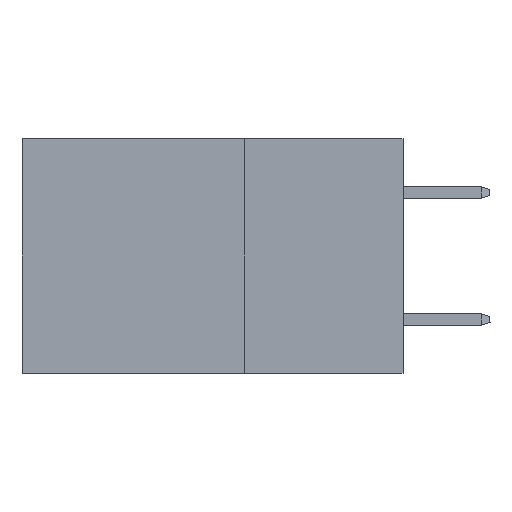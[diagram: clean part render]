
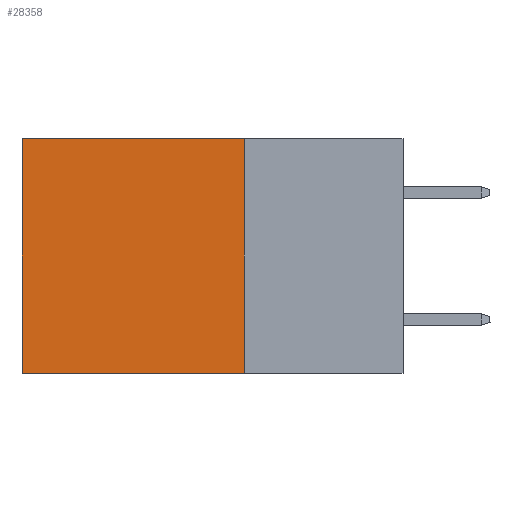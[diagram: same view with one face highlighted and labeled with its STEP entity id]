
A CAD part, left-side view. The second image highlights one B-rep face of the part: STEP entity #28358.
In plain terms, the highlighted planar face has unit normal (-1, 0, 0).
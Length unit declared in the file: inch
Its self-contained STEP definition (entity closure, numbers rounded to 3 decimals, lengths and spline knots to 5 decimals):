
#2541 = EDGE_CURVE ( 'NONE', #29686, #30336, #21922, .T. ) ;
#3331 = CARTESIAN_POINT ( 'NONE',  ( 0.2875, 0.25, 0. ) ) ;
#4385 = CARTESIAN_POINT ( 'NONE',  ( 0.2875, 0.25, 0. ) ) ;
#5723 = EDGE_CURVE ( 'NONE', #32155, #16632, #27081, .T. ) ;
#6318 = DIRECTION ( 'NONE',  ( 0., 0., -1. ) ) ;
#7375 = PLANE ( 'NONE',  #9443 ) ;
#7461 = LINE ( 'NONE', #4385, #33280 ) ;
#8128 = CARTESIAN_POINT ( 'NONE',  ( 0.2875, 0.6, 0. ) ) ;
#9443 = AXIS2_PLACEMENT_3D ( 'NONE', #23170, #20413, #28053 ) ;
#10987 = EDGE_LOOP ( 'NONE', ( #18040, #32368, #27409, #22573 ) ) ;
#13890 = DIRECTION ( 'NONE',  ( 0., 1., 0. ) ) ;
#15288 = DIRECTION ( 'NONE',  ( 0., 0., -1. ) ) ;
#16424 = VECTOR ( 'NONE', #6318, 39.37008 ) ;
#16632 = VERTEX_POINT ( 'NONE', #8128 ) ;
#17835 = EDGE_CURVE ( 'NONE', #32155, #29686, #7461, .T. ) ;
#18040 = ORIENTED_EDGE ( 'NONE', *, *, #27387, .T. ) ;
#18460 = CARTESIAN_POINT ( 'NONE',  ( 0.2875, 0.25, -0.37 ) ) ;
#19510 = LINE ( 'NONE', #30104, #16424 ) ;
#20284 = CARTESIAN_POINT ( 'NONE',  ( 0.2875, 0.25, 0. ) ) ;
#20413 = DIRECTION ( 'NONE',  ( 1., 0., 0. ) ) ;
#21922 = LINE ( 'NONE', #18460, #23524 ) ;
#22573 = ORIENTED_EDGE ( 'NONE', *, *, #5723, .T. ) ;
#22593 = VECTOR ( 'NONE', #13890, 39.37008 ) ;
#23170 = CARTESIAN_POINT ( 'NONE',  ( 0.2875, 0.25, 0. ) ) ;
#23524 = VECTOR ( 'NONE', #29043, 39.37008 ) ;
#24979 = CARTESIAN_POINT ( 'NONE',  ( 0.2875, 0.25, -0.37 ) ) ;
#27081 = LINE ( 'NONE', #3331, #22593 ) ;
#27387 = EDGE_CURVE ( 'NONE', #16632, #30336, #19510, .T. ) ;
#27409 = ORIENTED_EDGE ( 'NONE', *, *, #17835, .F. ) ;
#28053 = DIRECTION ( 'NONE',  ( 0., 0., -1. ) ) ;
#28358 = ADVANCED_FACE ( 'NONE', ( #30839 ), #7375, .F. ) ;
#29043 = DIRECTION ( 'NONE',  ( 0., 1., 0. ) ) ;
#29686 = VERTEX_POINT ( 'NONE', #24979 ) ;
#30104 = CARTESIAN_POINT ( 'NONE',  ( 0.2875, 0.6, 0. ) ) ;
#30336 = VERTEX_POINT ( 'NONE', #31975 ) ;
#30839 = FACE_OUTER_BOUND ( 'NONE', #10987, .T. ) ;
#31975 = CARTESIAN_POINT ( 'NONE',  ( 0.2875, 0.6, -0.37 ) ) ;
#32155 = VERTEX_POINT ( 'NONE', #20284 ) ;
#32368 = ORIENTED_EDGE ( 'NONE', *, *, #2541, .F. ) ;
#33280 = VECTOR ( 'NONE', #15288, 39.37008 ) ;
